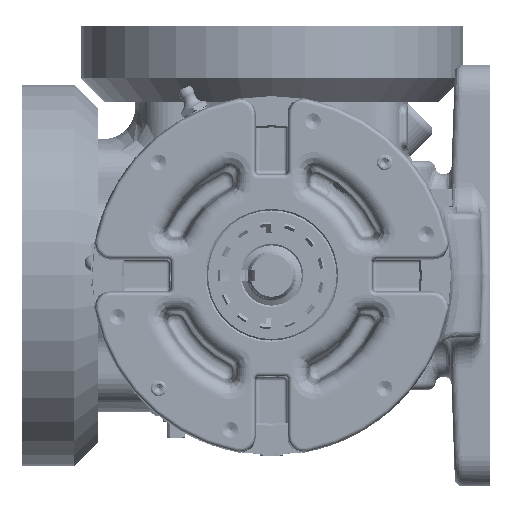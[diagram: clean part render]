
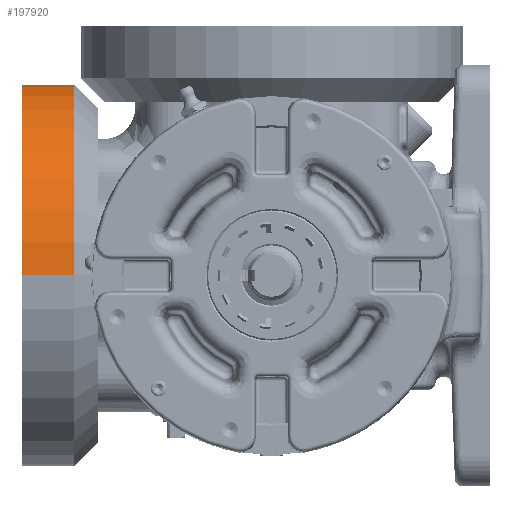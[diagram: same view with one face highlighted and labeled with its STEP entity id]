
A CAD part, left-side view. The second image highlights one B-rep face of the part: STEP entity #197920.
In plain terms, the highlighted cylindrical face has radius 77.724 mm (diameter 155.448 mm), a partial arc.
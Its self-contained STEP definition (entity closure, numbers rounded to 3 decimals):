
#8369 = CARTESIAN_POINT ( 'NONE',  ( -31.115, 80.264, 0. ) ) ;
#20408 = EDGE_CURVE ( 'NONE', #155615, #81211, #168865, .T. ) ;
#21664 = DIRECTION ( 'NONE',  ( -1., 0., 0. ) ) ;
#26096 = LINE ( 'NONE', #95793, #140726 ) ;
#28358 = FACE_OUTER_BOUND ( 'NONE', #116167, .T. ) ;
#41028 = EDGE_CURVE ( 'NONE', #154559, #181593, #162457, .T. ) ;
#45664 = AXIS2_PLACEMENT_3D ( 'NONE', #178171, #123424, #21664 ) ;
#46615 = DIRECTION ( 'NONE',  ( -1., 0., 0. ) ) ;
#56367 = EDGE_CURVE ( 'NONE', #181593, #81211, #209134, .T. ) ;
#62332 = AXIS2_PLACEMENT_3D ( 'NONE', #112964, #165472, #46615 ) ;
#65488 = DIRECTION ( 'NONE',  ( -1., 0., 0. ) ) ;
#70911 = CARTESIAN_POINT ( 'NONE',  ( -31.115, 61.915, 0. ) ) ;
#78646 = CYLINDRICAL_SURFACE ( 'NONE', #62332, 77.724 ) ;
#81211 = VERTEX_POINT ( 'NONE', #8369 ) ;
#90817 = ORIENTED_EDGE ( 'NONE', *, *, #56367, .T. ) ;
#95793 = CARTESIAN_POINT ( 'NONE',  ( 124.333, 61.915, 0. ) ) ;
#106328 = DIRECTION ( 'NONE',  ( 0., -1., 0. ) ) ;
#112964 = CARTESIAN_POINT ( 'NONE',  ( 46.609, 61.915, 0. ) ) ;
#113327 = CARTESIAN_POINT ( 'NONE',  ( 124.333, 101.6, 0. ) ) ;
#116167 = EDGE_LOOP ( 'NONE', ( #175166, #143686, #90817, #208209 ) ) ;
#123424 = DIRECTION ( 'NONE',  ( 0., -1., 0. ) ) ;
#140726 = VECTOR ( 'NONE', #166564, 1000. ) ;
#142352 = CARTESIAN_POINT ( 'NONE',  ( 124.333, 80.264, 0. ) ) ;
#143686 = ORIENTED_EDGE ( 'NONE', *, *, #41028, .T. ) ;
#147078 = AXIS2_PLACEMENT_3D ( 'NONE', #222023, #154623, #65488 ) ;
#147203 = VECTOR ( 'NONE', #106328, 1000. ) ;
#154559 = VERTEX_POINT ( 'NONE', #113327 ) ;
#154623 = DIRECTION ( 'NONE',  ( 0., -1., 0. ) ) ;
#155615 = VERTEX_POINT ( 'NONE', #142352 ) ;
#162457 = CIRCLE ( 'NONE', #45664, 77.724 ) ;
#163475 = CARTESIAN_POINT ( 'NONE',  ( -31.115, 101.6, 0. ) ) ;
#165472 = DIRECTION ( 'NONE',  ( 0., -1., 0. ) ) ;
#166564 = DIRECTION ( 'NONE',  ( 0., -1., 0. ) ) ;
#168865 = CIRCLE ( 'NONE', #147078, 77.724 ) ;
#175166 = ORIENTED_EDGE ( 'NONE', *, *, #205461, .F. ) ;
#178171 = CARTESIAN_POINT ( 'NONE',  ( 46.609, 101.6, 0. ) ) ;
#181593 = VERTEX_POINT ( 'NONE', #163475 ) ;
#197920 = ADVANCED_FACE ( 'Defeatured_0_2012', ( #28358 ), #78646, .T. ) ;
#205461 = EDGE_CURVE ( 'NONE', #154559, #155615, #26096, .T. ) ;
#208209 = ORIENTED_EDGE ( 'NONE', *, *, #20408, .F. ) ;
#209134 = LINE ( 'NONE', #70911, #147203 ) ;
#222023 = CARTESIAN_POINT ( 'NONE',  ( 46.609, 80.264, 0. ) ) ;
